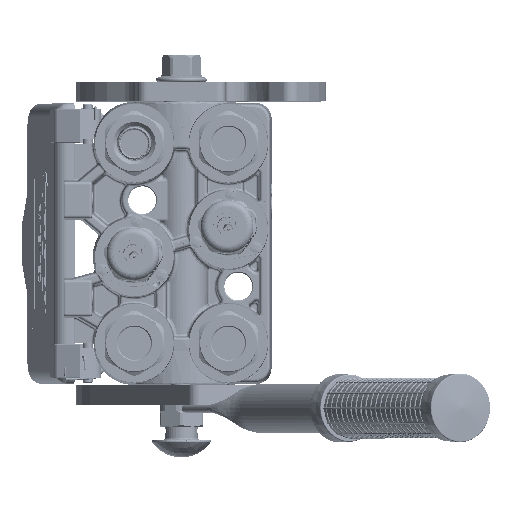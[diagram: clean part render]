
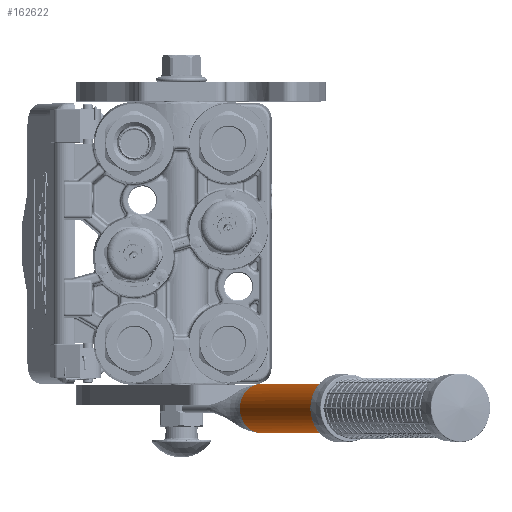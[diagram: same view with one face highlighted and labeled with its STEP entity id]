
A CAD part, top view. The second image highlights one B-rep face of the part: STEP entity #162622.
In plain terms, the highlighted cylindrical face has radius 12.5 mm (diameter 25 mm), a partial arc.
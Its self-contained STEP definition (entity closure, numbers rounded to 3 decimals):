
#2747 = VECTOR ( 'NONE', #204828, 1000. ) ;
#6134 = LINE ( 'NONE', #94714, #2747 ) ;
#8294 = CARTESIAN_POINT ( 'NONE',  ( -12.474, 0.155, 0.804 ) ) ;
#12561 = AXIS2_PLACEMENT_3D ( 'NONE', #254195, #78583, #166388 ) ;
#21320 = CARTESIAN_POINT ( 'NONE',  ( 12.426, 0., 1.36 ) ) ;
#27971 = CIRCLE ( 'NONE', #128003, 12.5 ) ;
#28009 = CARTESIAN_POINT ( 'NONE',  ( 12.426, 0., 1.36 ) ) ;
#32978 = VERTEX_POINT ( 'NONE', #240383 ) ;
#33855 = EDGE_CURVE ( 'NONE', #256577, #37698, #6134, .T. ) ;
#35438 = CARTESIAN_POINT ( 'NONE',  ( 0., 0., 12.5 ) ) ;
#37698 = VERTEX_POINT ( 'NONE', #163046 ) ;
#38527 = ORIENTED_EDGE ( 'NONE', *, *, #179842, .F. ) ;
#40929 = CARTESIAN_POINT ( 'NONE',  ( 12.499, 0.235, 0.221 ) ) ;
#41149 = ORIENTED_EDGE ( 'NONE', *, *, #242606, .T. ) ;
#52314 = CARTESIAN_POINT ( 'NONE',  ( -12.494, 0.221, 0.449 ) ) ;
#53136 = DIRECTION ( 'NONE',  ( 0., 1., 0. ) ) ;
#54214 = CARTESIAN_POINT ( 'NONE',  ( -12.468, 0.136, 0.889 ) ) ;
#64315 = CARTESIAN_POINT ( 'NONE',  ( 12.488, 0.202, 0.541 ) ) ;
#64536 = AXIS2_PLACEMENT_3D ( 'NONE', #162103, #271410, #183509 ) ;
#74653 = ORIENTED_EDGE ( 'NONE', *, *, #33855, .T. ) ;
#75306 = CYLINDRICAL_SURFACE ( 'NONE', #12561, 12.5 ) ;
#76607 = CARTESIAN_POINT ( 'NONE',  ( -12.5, 0.24, 0. ) ) ;
#76626 = DIRECTION ( 'NONE',  ( 0., 1., 0. ) ) ;
#78583 = DIRECTION ( 'NONE',  ( 0., -1., 0. ) ) ;
#78672 = FACE_OUTER_BOUND ( 'NONE', #211255, .T. ) ;
#79987 = ORIENTED_EDGE ( 'NONE', *, *, #164881, .T. ) ;
#84842 = EDGE_CURVE ( 'NONE', #32978, #118680, #94312, .T. ) ;
#86256 = VECTOR ( 'NONE', #76626, 1000. ) ;
#94312 = B_SPLINE_CURVE_WITH_KNOTS ( 'NONE', 3,
 ( #224809, #289322, #233593, #185812, #121428, #225753, #188729, #98118, #54214, #210092, #8294, #255108, #231648, #52314, #275621, #76607 ),
 .UNSPECIFIED., .F., .F.,
 ( 4, 2, 1, 2, 2, 1, 2, 2, 4 ),
 ( 0., 0.25, 0.312, 0.328, 0.344, 0.375, 0.437, 0.5, 1. ),
 .UNSPECIFIED. ) ;
#94714 = CARTESIAN_POINT ( 'NONE',  ( 12.5, 0.24, 0. ) ) ;
#98118 = CARTESIAN_POINT ( 'NONE',  ( -12.467, 0.131, 0.91 ) ) ;
#108205 = CARTESIAN_POINT ( 'NONE',  ( 12.481, 0.178, 0.683 ) ) ;
#108581 = CARTESIAN_POINT ( 'NONE',  ( -12.5, 0.24, 0. ) ) ;
#110130 = CARTESIAN_POINT ( 'NONE',  ( 12.5, 0.24, 0.108 ) ) ;
#110689 = DIRECTION ( 'NONE',  ( 0., 1., 0. ) ) ;
#118680 = VERTEX_POINT ( 'NONE', #108581 ) ;
#119376 = DIRECTION ( 'NONE',  ( -1., 0., 0. ) ) ;
#121428 = CARTESIAN_POINT ( 'NONE',  ( -12.464, 0.121, 0.953 ) ) ;
#128003 = AXIS2_PLACEMENT_3D ( 'NONE', #229569, #53136, #119376 ) ;
#131209 = CARTESIAN_POINT ( 'NONE',  ( 0., 0., 0. ) ) ;
#132554 = CARTESIAN_POINT ( 'NONE',  ( 12.481, 0.178, 0.688 ) ) ;
#134678 = EDGE_CURVE ( 'NONE', #246936, #37698, #27971, .T. ) ;
#141369 = ORIENTED_EDGE ( 'NONE', *, *, #134678, .F. ) ;
#150113 = VERTEX_POINT ( 'NONE', #28009 ) ;
#152070 = CARTESIAN_POINT ( 'NONE',  ( 12.482, 0.18, 0.676 ) ) ;
#153627 = DIRECTION ( 'NONE',  ( -0.994, 0., 0.109 ) ) ;
#154967 = CARTESIAN_POINT ( 'NONE',  ( 12.484, 0.186, 0.638 ) ) ;
#158118 = VERTEX_POINT ( 'NONE', #35438 ) ;
#162103 = CARTESIAN_POINT ( 'NONE',  ( 0., 0., 0. ) ) ;
#162622 = ADVANCED_FACE ( 'NONE', ( #78672 ), #75306, .T. ) ;
#163046 = CARTESIAN_POINT ( 'NONE',  ( 12.5, 198., 0. ) ) ;
#164881 = EDGE_CURVE ( 'NONE', #158118, #150113, #205291, .T. ) ;
#166388 = DIRECTION ( 'NONE',  ( 1., 0., 0. ) ) ;
#168585 = CARTESIAN_POINT ( 'NONE',  ( 12.5, 0.24, 0. ) ) ;
#177365 = CARTESIAN_POINT ( 'NONE',  ( 12.456, 0.096, 1.087 ) ) ;
#179842 = EDGE_CURVE ( 'NONE', #256577, #150113, #244238, .T. ) ;
#183509 = DIRECTION ( 'NONE',  ( -0.994, 0., 0.109 ) ) ;
#185812 = CARTESIAN_POINT ( 'NONE',  ( -12.461, 0.114, 0.981 ) ) ;
#186965 = ORIENTED_EDGE ( 'NONE', *, *, #239145, .F. ) ;
#187777 = CARTESIAN_POINT ( 'NONE',  ( -12.5, 0.24, 0. ) ) ;
#188303 = CARTESIAN_POINT ( 'NONE',  ( -12.5, 198., 0. ) ) ;
#188729 = CARTESIAN_POINT ( 'NONE',  ( -12.466, 0.13, 0.917 ) ) ;
#196867 = CARTESIAN_POINT ( 'NONE',  ( 12.472, 0.146, 0.859 ) ) ;
#199757 = CARTESIAN_POINT ( 'NONE',  ( 12.482, 0.182, 0.665 ) ) ;
#204828 = DIRECTION ( 'NONE',  ( 0., 1., 0. ) ) ;
#205291 = CIRCLE ( 'NONE', #64536, 12.5 ) ;
#210092 = CARTESIAN_POINT ( 'NONE',  ( -12.471, 0.146, 0.847 ) ) ;
#211255 = EDGE_LOOP ( 'NONE', ( #74653, #141369, #186965, #219662, #41149, #79987, #38527 ) ) ;
#218306 = CARTESIAN_POINT ( 'NONE',  ( 12.492, 0.214, 0.452 ) ) ;
#219662 = ORIENTED_EDGE ( 'NONE', *, *, #84842, .F. ) ;
#224809 = CARTESIAN_POINT ( 'NONE',  ( -12.426, 0., 1.36 ) ) ;
#225753 = CARTESIAN_POINT ( 'NONE',  ( -12.466, 0.127, 0.927 ) ) ;
#229569 = CARTESIAN_POINT ( 'NONE',  ( 0., 198., 0. ) ) ;
#231452 = AXIS2_PLACEMENT_3D ( 'NONE', #131209, #110689, #153627 ) ;
#231648 = CARTESIAN_POINT ( 'NONE',  ( -12.479, 0.172, 0.721 ) ) ;
#233593 = CARTESIAN_POINT ( 'NONE',  ( -12.452, 0.083, 1.1 ) ) ;
#239145 = EDGE_CURVE ( 'NONE', #118680, #246936, #278245, .T. ) ;
#240383 = CARTESIAN_POINT ( 'NONE',  ( -12.426, 0., 1.36 ) ) ;
#242606 = EDGE_CURVE ( 'NONE', #32978, #158118, #248564, .T. ) ;
#244238 = B_SPLINE_CURVE_WITH_KNOTS ( 'NONE', 3,
 ( #289587, #110130, #40929, #244633, #218306, #64315, #266178, #154967, #199757, #152070, #108205, #132554, #196867, #177365, #21320 ),
 .UNSPECIFIED., .F., .F.,
 ( 4, 2, 2, 1, 1, 1, 2, 2, 4 ),
 ( 0., 0.25, 0.375, 0.437, 0.469, 0.484, 0.492, 0.5, 1. ),
 .UNSPECIFIED. ) ;
#244633 = CARTESIAN_POINT ( 'NONE',  ( 12.494, 0.22, 0.394 ) ) ;
#246936 = VERTEX_POINT ( 'NONE', #188303 ) ;
#248564 = CIRCLE ( 'NONE', #231452, 12.5 ) ;
#254195 = CARTESIAN_POINT ( 'NONE',  ( 0., 0., 0. ) ) ;
#255108 = CARTESIAN_POINT ( 'NONE',  ( -12.478, 0.167, 0.748 ) ) ;
#256577 = VERTEX_POINT ( 'NONE', #168585 ) ;
#266178 = CARTESIAN_POINT ( 'NONE',  ( 12.486, 0.195, 0.586 ) ) ;
#271410 = DIRECTION ( 'NONE',  ( 0., 1., 0. ) ) ;
#275621 = CARTESIAN_POINT ( 'NONE',  ( -12.5, 0.24, 0.216 ) ) ;
#278245 = LINE ( 'NONE', #187777, #86256 ) ;
#289322 = CARTESIAN_POINT ( 'NONE',  ( -12.441, 0.049, 1.219 ) ) ;
#289587 = CARTESIAN_POINT ( 'NONE',  ( 12.5, 0.24, 0. ) ) ;
